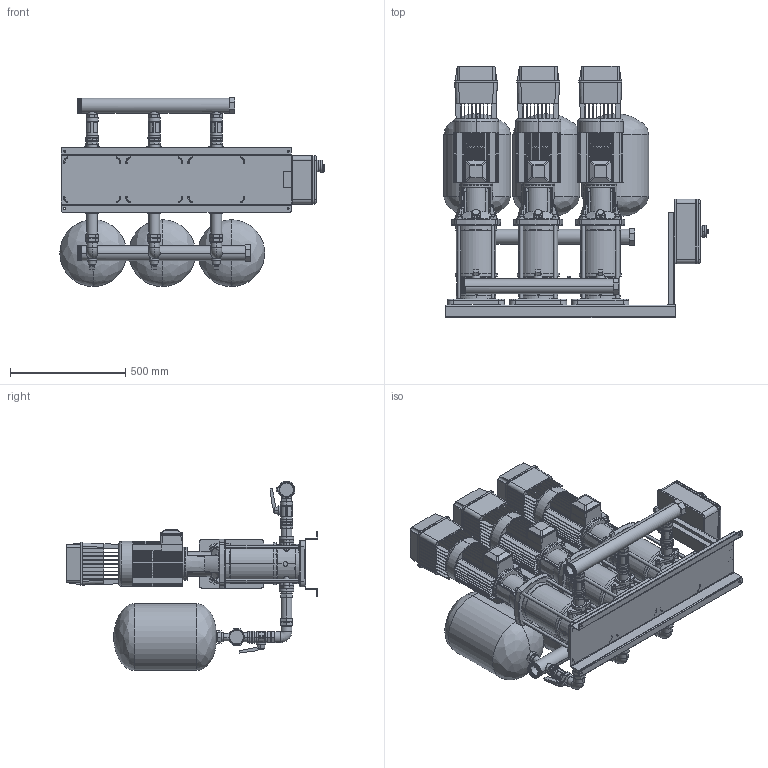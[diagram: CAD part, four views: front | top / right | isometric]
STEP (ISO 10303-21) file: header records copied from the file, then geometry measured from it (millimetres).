
FILE_DESCRIPTION (( 'STEP AP214' ), '1' );
FILE_NAME ('3SBI_15-7_TE_ZB00050659.STEP', '2022-02-04T08:32:49', ( '' ), ( '' ), 'SwSTEP 2.0', 'SolidWorks 2020', '' );
FILE_SCHEMA (( 'AUTOMOTIVE_DESIGN' ));
Length unit declared in the file: mil
Products named in the file (1): 3SBI_15-7_TE_ZB00050659
Bounding box: 1148.25 x 1091 x 821.1 mm (x, y, z)
Volume: 136935133.9 mm3; surface area: 9396716.8 mm2
Topology: 77 solids, 102 shells, 4709 faces, 12251 edges, 7858 vertices
Faces by surface type: plane 2232, cylinder 1586, bspline 534, torus 204, cone 139, sphere 14
Entity records: 217831 total; most frequent: CARTESIAN_POINT 105232, ORIENTED_EDGE 24408, DIRECTION 21201, EDGE_CURVE 12204, VERTEX_POINT 7858, AXIS2_PLACEMENT_3D 7338, VECTOR 6525, LINE 6525
